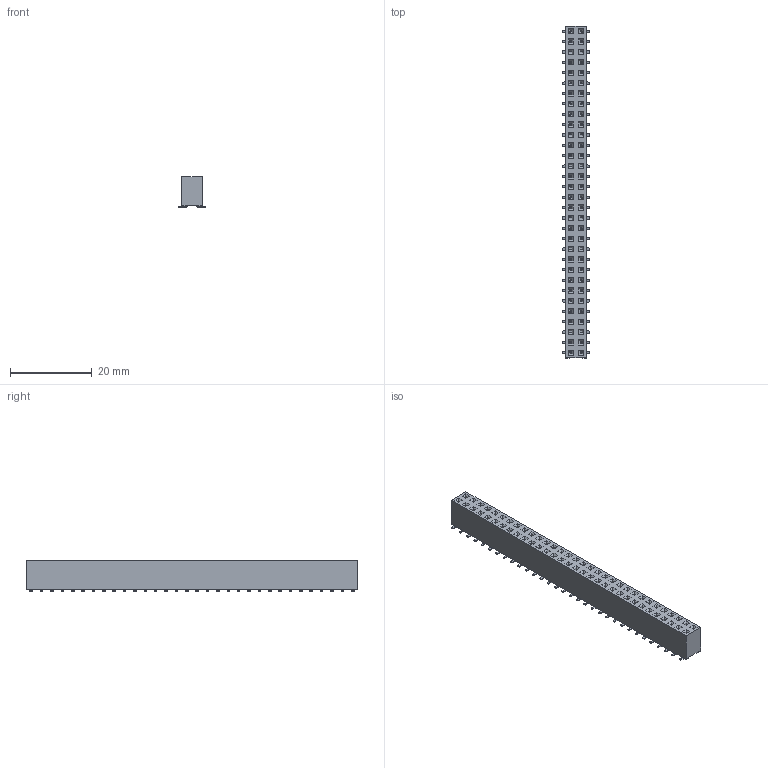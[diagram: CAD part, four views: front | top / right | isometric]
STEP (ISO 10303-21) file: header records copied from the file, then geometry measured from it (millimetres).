
FILE_DESCRIPTION(/* description */ ('model of PinSocket_2x32_P2.54mm_Vertical_SMD'),/* implementation_level */ '2;1');
FILE_NAME(/* name */ 'PinSocket_2x32_P2.54mm_Vertical_SMD.step',/* author */ ('KiCAD','kicad'),/* organization */ ('OCCT'),/* preprocessor_version */ '',/* originating_system */ 'KiCAD',/* authorisation */ '');
FILE_SCHEMA(('AUTOMOTIVE_DESIGN { 1 0 10303 214 1 1 1 1 }'));
Length unit declared in the file: millimetre
Products named in the file (1): PinSocket_2x32_P2.54mm_Vertical_SMD
Bounding box: 6.8 x 81.28 x 7.45 mm (x, y, z)
Volume: 2751.2 mm3; surface area: 3411.5 mm2
Topology: 1 solids, 1 shells, 2250 faces, 5656 edges, 3600 vertices
Faces by surface type: plane 2058, cylinder 192
Entity records: 88135 total; most frequent: CARTESIAN_POINT 11507, ORIENTED_EDGE 11312, DIRECTION 10542, EDGE_CURVE 5656, LINE 5272, VECTOR 5272, VERTEX_POINT 3600, AXIS2_PLACEMENT_3D 2635
